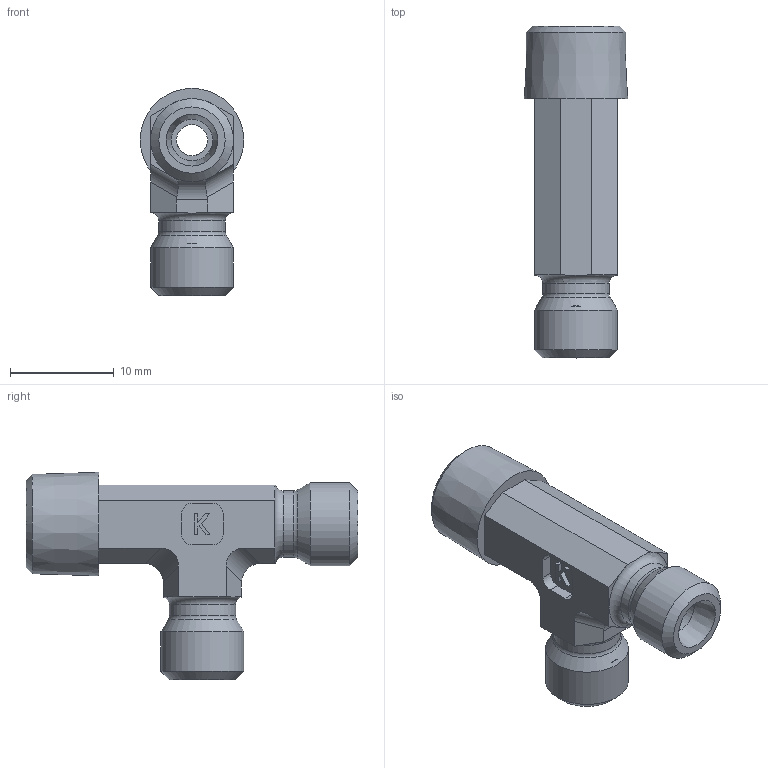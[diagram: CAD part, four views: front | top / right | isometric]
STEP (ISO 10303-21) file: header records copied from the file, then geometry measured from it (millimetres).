
FILE_DESCRIPTION((''),'2;1');
FILE_NAME('2510041808.stp','2014-10-08T11:52:56',(''),('KNOMI spol. s r. o.'),'Autodesk Inventor 2012','Autodesk Inventor 2012','');
FILE_SCHEMA(('AUTOMOTIVE_DESIGN { 1 2 10303 214 0 1 1 1 }'));
Length unit declared in the file: millimetre
Products named in the file (1): TBCR1 4LLRkuž  R1/8/M8x1
Bounding box: 9.98 x 32 x 19.99 mm (x, y, z)
Volume: 1917.2 mm3; surface area: 1727.5 mm2
Topology: 1 solids, 1 shells, 96 faces, 236 edges, 150 vertices
Faces by surface type: plane 65, cylinder 18, cone 9, torus 4
Full cylindrical faces by diameter (mm): 3 x2, 4 x2, 6.4 x2, 8 x2
Entity records: 2700 total; most frequent: CARTESIAN_POINT 491, DIRECTION 464, ORIENTED_EDGE 414, EDGE_CURVE 207, AXIS2_PLACEMENT_3D 168, VERTEX_POINT 143, EDGE_LOOP 130, VECTOR 128
